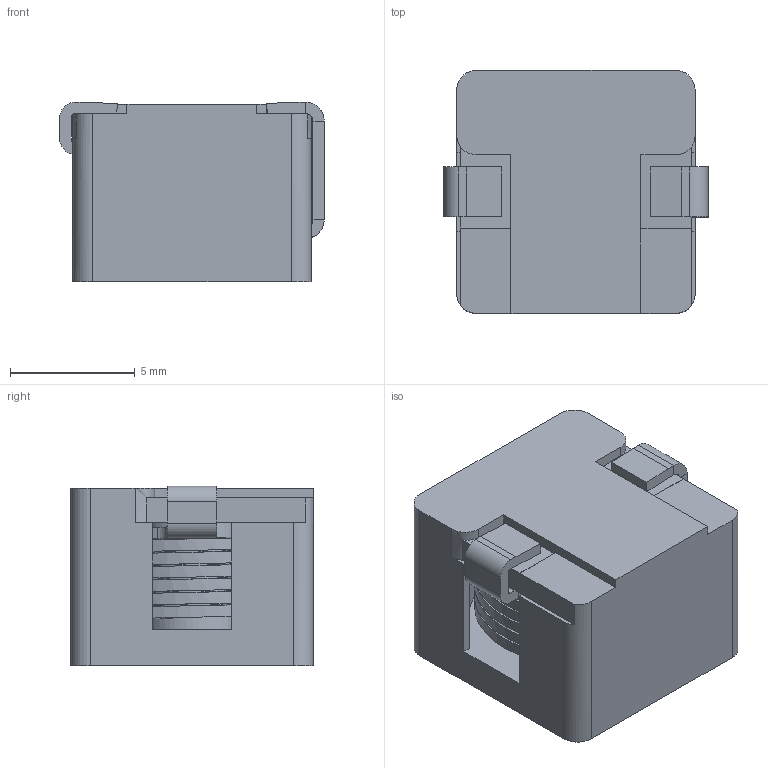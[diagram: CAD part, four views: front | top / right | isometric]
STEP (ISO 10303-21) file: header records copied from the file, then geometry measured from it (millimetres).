
FILE_DESCRIPTION(/* description */ ('Unknown'),/* implementation_level */ '2;1');
FILE_NAME(/* name */ 'HM73-15XXXLF',/* time_stamp */ '2021-12-23T12:34:41+08:00',/* author */ ('Unknown'),/* organization */ ('Unknown'),/* preprocessor_version */ 'ST-DEVELOPER v16.7',/* originating_system */ 'Solid Edge',/* authorisation */ 'Unknown');
FILE_SCHEMA (('AUTOMOTIVE_DESIGN {1 0 10303 214 3 1 1}'));
Length unit declared in the file: millimetre
Products named in the file (1): HM73-15XXXLF
Bounding box: 10.6 x 9.74 x 7.21 mm (x, y, z)
Volume: 565.4 mm3; surface area: 1349 mm2
Topology: 2 solids, 2 shells, 237 faces, 637 edges, 414 vertices
Faces by surface type: plane 195, bspline 38, cylinder 4
Entity records: 10138 total; most frequent: CARTESIAN_POINT 3102, ORIENTED_EDGE 1272, DIRECTION 825, EDGE_CURVE 636, VERTEX_POINT 414, LINE 405, VECTOR 405, EDGE_LOOP 256
